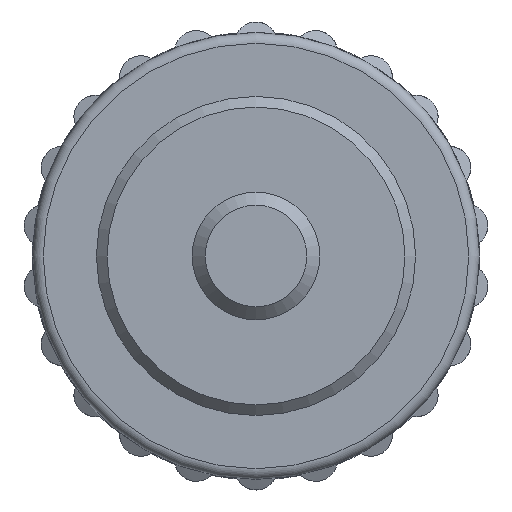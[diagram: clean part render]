
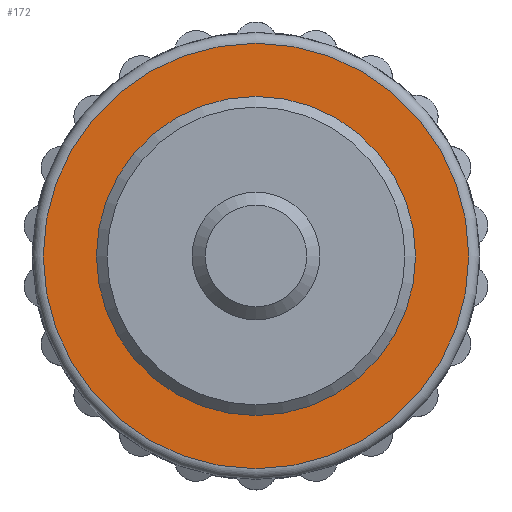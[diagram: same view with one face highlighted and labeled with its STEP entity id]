
A CAD part, front view. The second image highlights one B-rep face of the part: STEP entity #172.
In plain terms, the highlighted planar face has unit normal (0, -1, 0).
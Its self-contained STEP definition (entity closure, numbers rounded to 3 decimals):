
#172 = ADVANCED_FACE( '', ( #359, #360 ), #361, .F. );
#359 = FACE_BOUND( '', #553, .T. );
#360 = FACE_OUTER_BOUND( '', #554, .T. );
#361 = PLANE( '', #555 );
#553 = EDGE_LOOP( '', ( #979 ) );
#554 = EDGE_LOOP( '', ( #980 ) );
#555 = AXIS2_PLACEMENT_3D( '', #981, #982, #983 );
#979 = ORIENTED_EDGE( '', *, *, #1262, .F. );
#980 = ORIENTED_EDGE( '', *, *, #1272, .T. );
#981 = CARTESIAN_POINT( '', ( 10., 3.7, 0. ) );
#982 = DIRECTION( '', ( 0., 1., 0. ) );
#983 = DIRECTION( '', ( 0., 0., 1. ) );
#1262 = EDGE_CURVE( '', #1553, #1553, #1554, .T. );
#1272 = EDGE_CURVE( '', #1567, #1567, #1568, .T. );
#1553 = VERTEX_POINT( '', #2266 );
#1554 = CIRCLE( '', #2267, 7.5 );
#1567 = VERTEX_POINT( '', #2304 );
#1568 = CIRCLE( '', #2305, 10. );
#2266 = CARTESIAN_POINT( '', ( 0., 3.7, -7.5 ) );
#2267 = AXIS2_PLACEMENT_3D( '', #2618, #2619, #2620 );
#2304 = CARTESIAN_POINT( '', ( 0., 3.7, -10. ) );
#2305 = AXIS2_PLACEMENT_3D( '', #2626, #2627, #2628 );
#2618 = CARTESIAN_POINT( '', ( 0., 3.7, 0. ) );
#2619 = DIRECTION( '', ( 0., -1., 0. ) );
#2620 = DIRECTION( '', ( 0., 0., -1. ) );
#2626 = CARTESIAN_POINT( '', ( 0., 3.7, 0. ) );
#2627 = DIRECTION( '', ( 0., -1., 0. ) );
#2628 = DIRECTION( '', ( 0., 0., -1. ) );
